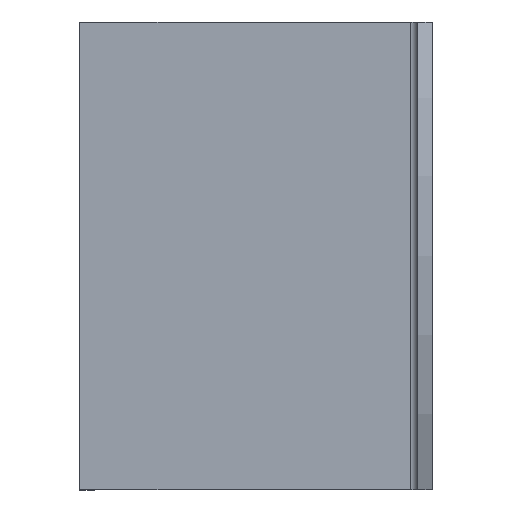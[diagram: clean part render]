
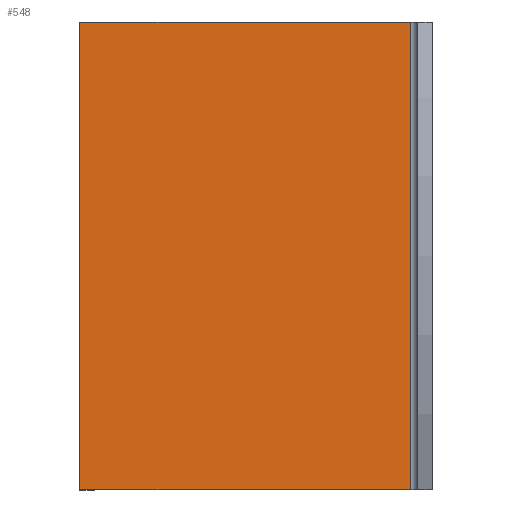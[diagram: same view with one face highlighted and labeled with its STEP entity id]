
A CAD part, top view. The second image highlights one B-rep face of the part: STEP entity #548.
In plain terms, the highlighted planar face has unit normal (0, 0, 1).
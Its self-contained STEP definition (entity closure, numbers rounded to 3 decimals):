
#39=PLANE('',#634);
#65=FACE_OUTER_BOUND('',#102,.T.);
#102=EDGE_LOOP('',(#491,#492,#493,#494));
#125=LINE('',#905,#163);
#142=LINE('',#960,#180);
#143=LINE('',#963,#181);
#144=LINE('',#964,#182);
#163=VECTOR('',#742,10.);
#180=VECTOR('',#799,10.);
#181=VECTOR('',#802,10.);
#182=VECTOR('',#803,10.);
#257=VERTEX_POINT('',#901);
#258=VERTEX_POINT('',#903);
#276=VERTEX_POINT('',#958);
#277=VERTEX_POINT('',#962);
#324=EDGE_CURVE('',#258,#257,#125,.T.);
#352=EDGE_CURVE('',#276,#257,#142,.T.);
#353=EDGE_CURVE('',#277,#258,#143,.T.);
#354=EDGE_CURVE('',#277,#276,#144,.T.);
#491=ORIENTED_EDGE('',*,*,#324,.F.);
#492=ORIENTED_EDGE('',*,*,#353,.F.);
#493=ORIENTED_EDGE('',*,*,#354,.T.);
#494=ORIENTED_EDGE('',*,*,#352,.T.);
#548=ADVANCED_FACE('',(#65),#39,.T.);
#634=AXIS2_PLACEMENT_3D('',#961,#800,#801);
#742=DIRECTION('',(0.,-1.,0.));
#799=DIRECTION('',(1.,0.,0.));
#800=DIRECTION('center_axis',(0.,0.,1.));
#801=DIRECTION('ref_axis',(0.,-1.,0.));
#802=DIRECTION('',(1.,0.,0.));
#803=DIRECTION('',(0.,-1.,0.));
#901=CARTESIAN_POINT('',(92.,0.,40.));
#903=CARTESIAN_POINT('',(92.,130.,40.));
#905=CARTESIAN_POINT('',(92.,97.5,40.));
#958=CARTESIAN_POINT('',(0.,0.,40.));
#960=CARTESIAN_POINT('',(0.,0.,40.));
#961=CARTESIAN_POINT('Origin',(0.,130.,40.));
#962=CARTESIAN_POINT('',(0.,130.,40.));
#963=CARTESIAN_POINT('',(0.,130.,40.));
#964=CARTESIAN_POINT('',(0.,130.,40.));
